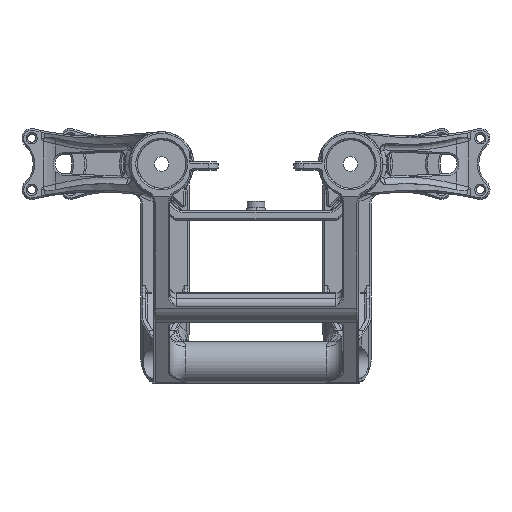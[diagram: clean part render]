
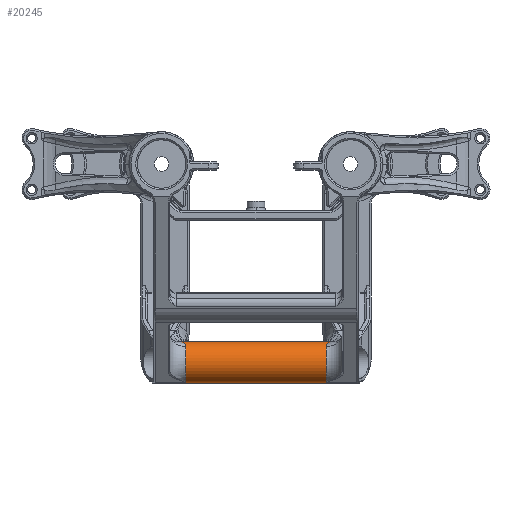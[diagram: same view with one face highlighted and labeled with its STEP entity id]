
A CAD part, front view. The second image highlights one B-rep face of the part: STEP entity #20245.
In plain terms, the highlighted cylindrical face has radius 6.5 mm (diameter 13 mm), a partial arc.
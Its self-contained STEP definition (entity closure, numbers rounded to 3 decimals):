
#89 = ORIENTED_EDGE ( 'NONE', *, *, #10832, .T. ) ;
#180 = DIRECTION ( 'NONE',  ( 0., 0., 1. ) ) ;
#1976 = EDGE_CURVE ( 'NONE', #68232, #58889, #15636, .T. ) ;
#2460 = EDGE_CURVE ( 'NONE', #38171, #64190, #23993, .T. ) ;
#2630 = CARTESIAN_POINT ( 'NONE',  ( -23.973, -17.149, -55.003 ) ) ;
#2647 = ORIENTED_EDGE ( 'NONE', *, *, #42399, .T. ) ;
#2937 = CARTESIAN_POINT ( 'NONE',  ( 23.68, -17.586, -55.026 ) ) ;
#3285 = CARTESIAN_POINT ( 'NONE',  ( 22.975, -18.548, -55.199 ) ) ;
#3639 = CARTESIAN_POINT ( 'NONE',  ( 22.744, -18.869, -55.29 ) ) ;
#3814 = CARTESIAN_POINT ( 'NONE',  ( -31.25, -16.919, -61.5 ) ) ;
#3844 = ORIENTED_EDGE ( 'NONE', *, *, #62424, .F. ) ;
#4150 = DIRECTION ( 'NONE',  ( 0., 0., -1. ) ) ;
#4201 = B_SPLINE_CURVE_WITH_KNOTS ( 'NONE', 3,
 ( #41866, #15849, #53062, #26315, #20900, #64246, #70765, #42595, #36439, #15143, #4685, #53781 ),
 .UNSPECIFIED., .F., .F.,
 ( 4, 2, 2, 2, 2, 4 ),
 ( 0., 0.001, 0.001, 0.002, 0.004, 0.005 ),
 .UNSPECIFIED. ) ;
#4310 = AXIS2_PLACEMENT_3D ( 'NONE', #51553, #67467, #13654 ) ;
#4580 = CARTESIAN_POINT ( 'NONE',  ( 26.75, -18.911, -67.687 ) ) ;
#4685 = CARTESIAN_POINT ( 'NONE',  ( -23.68, -17.586, -55.026 ) ) ;
#5851 = LINE ( 'NONE', #57463, #61734 ) ;
#5859 = EDGE_CURVE ( 'NONE', #15716, #10828, #28958, .T. ) ;
#6098 = AXIS2_PLACEMENT_3D ( 'NONE', #3814, #37007, #47851 ) ;
#6655 = CARTESIAN_POINT ( 'NONE',  ( -19.863, -16.919, -68. ) ) ;
#6991 = CARTESIAN_POINT ( 'NONE',  ( -24.028, -17.04, -55. ) ) ;
#8198 = ORIENTED_EDGE ( 'NONE', *, *, #5859, .F. ) ;
#8805 = B_SPLINE_CURVE_WITH_KNOTS ( 'NONE', 3,
 ( #36813, #58869, #14828, #25993 ),
 .UNSPECIFIED., .F., .F.,
 ( 4, 4 ),
 ( 0., 0. ),
 .UNSPECIFIED. ) ;
#8881 = VECTOR ( 'NONE', #65592, 1000. ) ;
#9150 = VERTEX_POINT ( 'NONE', #35482 ) ;
#10349 = LINE ( 'NONE', #6655, #8881 ) ;
#10828 = VERTEX_POINT ( 'NONE', #65232 ) ;
#10832 = EDGE_CURVE ( 'NONE', #30959, #64190, #10349, .T. ) ;
#11018 = FACE_OUTER_BOUND ( 'NONE', #52550, .T. ) ;
#11325 = AXIS2_PLACEMENT_3D ( 'NONE', #36966, #21448, #4150 ) ;
#11963 = DIRECTION ( 'NONE',  ( 0., 0., -1. ) ) ;
#13654 = DIRECTION ( 'NONE',  ( 0., 0., -1. ) ) ;
#14431 = ORIENTED_EDGE ( 'NONE', *, *, #61711, .T. ) ;
#14487 = CARTESIAN_POINT ( 'NONE',  ( 21.921, -20.321, -55.959 ) ) ;
#14698 = DIRECTION ( 'NONE',  ( 1., 0., 0. ) ) ;
#14828 = CARTESIAN_POINT ( 'NONE',  ( 24.028, -17.04, -55. ) ) ;
#15143 = CARTESIAN_POINT ( 'NONE',  ( -23.442, -17.907, -55.067 ) ) ;
#15432 = VERTEX_POINT ( 'NONE', #39776 ) ;
#15636 = CIRCLE ( 'NONE', #57160, 6.5 ) ;
#15716 = VERTEX_POINT ( 'NONE', #43891 ) ;
#15829 = CIRCLE ( 'NONE', #4310, 6.5 ) ;
#15849 = CARTESIAN_POINT ( 'NONE',  ( -21.75, -20.97, -56.413 ) ) ;
#20245 = ADVANCED_FACE ( 'NONE', ( #11018 ), #27598, .T. ) ;
#20301 = ORIENTED_EDGE ( 'NONE', *, *, #1976, .T. ) ;
#20525 = CARTESIAN_POINT ( 'NONE',  ( -31.25, -16.919, -68. ) ) ;
#20900 = CARTESIAN_POINT ( 'NONE',  ( -21.921, -20.321, -55.959 ) ) ;
#21448 = DIRECTION ( 'NONE',  ( 1., 0., 0. ) ) ;
#22186 = CARTESIAN_POINT ( 'NONE',  ( -19.863, -16.919, -61.5 ) ) ;
#23303 = EDGE_CURVE ( 'NONE', #58057, #15716, #4201, .T. ) ;
#23472 = ORIENTED_EDGE ( 'NONE', *, *, #65628, .T. ) ;
#23993 = CIRCLE ( 'NONE', #11325, 6.5 ) ;
#25711 = B_SPLINE_CURVE_WITH_KNOTS ( 'NONE', 3,
 ( #36117, #64633, #31068, #52394, #14487, #46985, #41533, #3639, #3285, #42628, #2937, #53097 ),
 .UNSPECIFIED., .F., .F.,
 ( 4, 2, 2, 2, 2, 4 ),
 ( 0., 0.001, 0.001, 0.002, 0.004, 0.005 ),
 .UNSPECIFIED. ) ;
#25993 = CARTESIAN_POINT ( 'NONE',  ( 24.049, -16.919, -55. ) ) ;
#26315 = CARTESIAN_POINT ( 'NONE',  ( -21.86, -20.487, -56.064 ) ) ;
#26515 = ORIENTED_EDGE ( 'NONE', *, *, #52133, .F. ) ;
#27598 = CYLINDRICAL_SURFACE ( 'NONE', #61695, 6.5 ) ;
#28958 = B_SPLINE_CURVE_WITH_KNOTS ( 'NONE', 3,
 ( #52082, #2630, #6991, #56796 ),
 .UNSPECIFIED., .F., .F.,
 ( 4, 4 ),
 ( 0., 0. ),
 .UNSPECIFIED. ) ;
#30959 = VERTEX_POINT ( 'NONE', #20525 ) ;
#31068 = CARTESIAN_POINT ( 'NONE',  ( 21.775, -20.811, -56.291 ) ) ;
#31658 = CARTESIAN_POINT ( 'NONE',  ( 31.25, -16.919, -68. ) ) ;
#35395 = DIRECTION ( 'NONE',  ( -1., 0., 0. ) ) ;
#35482 = CARTESIAN_POINT ( 'NONE',  ( 24.049, -16.919, -55. ) ) ;
#36105 = DIRECTION ( 'NONE',  ( 1., 0., 0. ) ) ;
#36117 = CARTESIAN_POINT ( 'NONE',  ( 21.75, -21.126, -56.546 ) ) ;
#36439 = CARTESIAN_POINT ( 'NONE',  ( -22.975, -18.548, -55.199 ) ) ;
#36813 = CARTESIAN_POINT ( 'NONE',  ( 23.905, -17.25, -55.008 ) ) ;
#36966 = CARTESIAN_POINT ( 'NONE',  ( 31.25, -16.919, -61.5 ) ) ;
#37007 = DIRECTION ( 'NONE',  ( 1., 0., 0. ) ) ;
#38171 = VERTEX_POINT ( 'NONE', #43366 ) ;
#38172 = VERTEX_POINT ( 'NONE', #42650 ) ;
#38203 = VECTOR ( 'NONE', #14698, 1000. ) ;
#38994 = CARTESIAN_POINT ( 'NONE',  ( 21.75, -16.919, -61.5 ) ) ;
#39344 = DIRECTION ( 'NONE',  ( -1., 0., 0. ) ) ;
#39776 = CARTESIAN_POINT ( 'NONE',  ( 23.905, -17.25, -55.008 ) ) ;
#41533 = CARTESIAN_POINT ( 'NONE',  ( 22.325, -19.513, -55.53 ) ) ;
#41866 = CARTESIAN_POINT ( 'NONE',  ( -21.75, -21.126, -56.546 ) ) ;
#42399 = EDGE_CURVE ( 'NONE', #49567, #30959, #68377, .T. ) ;
#42485 = LINE ( 'NONE', #4580, #38203 ) ;
#42595 = CARTESIAN_POINT ( 'NONE',  ( -22.744, -18.869, -55.29 ) ) ;
#42628 = CARTESIAN_POINT ( 'NONE',  ( 23.442, -17.907, -55.067 ) ) ;
#42650 = CARTESIAN_POINT ( 'NONE',  ( -21.75, -18.911, -67.687 ) ) ;
#43366 = CARTESIAN_POINT ( 'NONE',  ( 31.25, -18.911, -67.687 ) ) ;
#43891 = CARTESIAN_POINT ( 'NONE',  ( -23.905, -17.25, -55.008 ) ) ;
#44400 = ORIENTED_EDGE ( 'NONE', *, *, #55270, .F. ) ;
#46515 = CARTESIAN_POINT ( 'NONE',  ( -31.25, -18.911, -67.687 ) ) ;
#46985 = CARTESIAN_POINT ( 'NONE',  ( 22.137, -19.833, -55.678 ) ) ;
#47851 = DIRECTION ( 'NONE',  ( 0., 0., -1. ) ) ;
#49567 = VERTEX_POINT ( 'NONE', #46515 ) ;
#49626 = DIRECTION ( 'NONE',  ( 1., 0., 0. ) ) ;
#51553 = CARTESIAN_POINT ( 'NONE',  ( -21.75, -16.919, -61.5 ) ) ;
#51607 = CARTESIAN_POINT ( 'NONE',  ( 21.75, -18.911, -67.687 ) ) ;
#51804 = VECTOR ( 'NONE', #35395, 1000. ) ;
#52082 = CARTESIAN_POINT ( 'NONE',  ( -23.905, -17.25, -55.008 ) ) ;
#52133 = EDGE_CURVE ( 'NONE', #10828, #9150, #5851, .T. ) ;
#52394 = CARTESIAN_POINT ( 'NONE',  ( 21.86, -20.487, -56.064 ) ) ;
#52550 = EDGE_LOOP ( 'NONE', ( #70548, #2647, #89, #55628, #3844, #20301, #23472, #14431, #26515, #8198, #63233, #44400 ) ) ;
#53062 = CARTESIAN_POINT ( 'NONE',  ( -21.775, -20.811, -56.291 ) ) ;
#53097 = CARTESIAN_POINT ( 'NONE',  ( 23.905, -17.25, -55.008 ) ) ;
#53781 = CARTESIAN_POINT ( 'NONE',  ( -23.905, -17.25, -55.008 ) ) ;
#55270 = EDGE_CURVE ( 'NONE', #38172, #58057, #15829, .T. ) ;
#55628 = ORIENTED_EDGE ( 'NONE', *, *, #2460, .F. ) ;
#56796 = CARTESIAN_POINT ( 'NONE',  ( -24.049, -16.919, -55. ) ) ;
#57160 = AXIS2_PLACEMENT_3D ( 'NONE', #38994, #39344, #11963 ) ;
#57463 = CARTESIAN_POINT ( 'NONE',  ( -19.863, -16.919, -55. ) ) ;
#58057 = VERTEX_POINT ( 'NONE', #68034 ) ;
#58869 = CARTESIAN_POINT ( 'NONE',  ( 23.973, -17.149, -55.003 ) ) ;
#58889 = VERTEX_POINT ( 'NONE', #68292 ) ;
#58931 = EDGE_CURVE ( 'NONE', #38172, #49567, #63201, .T. ) ;
#61695 = AXIS2_PLACEMENT_3D ( 'NONE', #22186, #49626, #180 ) ;
#61711 = EDGE_CURVE ( 'NONE', #15432, #9150, #8805, .T. ) ;
#61734 = VECTOR ( 'NONE', #36105, 1000. ) ;
#62424 = EDGE_CURVE ( 'NONE', #68232, #38171, #42485, .T. ) ;
#63201 = LINE ( 'NONE', #69353, #51804 ) ;
#63233 = ORIENTED_EDGE ( 'NONE', *, *, #23303, .F. ) ;
#64190 = VERTEX_POINT ( 'NONE', #31658 ) ;
#64246 = CARTESIAN_POINT ( 'NONE',  ( -22.137, -19.833, -55.678 ) ) ;
#64633 = CARTESIAN_POINT ( 'NONE',  ( 21.75, -20.97, -56.413 ) ) ;
#65232 = CARTESIAN_POINT ( 'NONE',  ( -24.049, -16.919, -55. ) ) ;
#65592 = DIRECTION ( 'NONE',  ( 1., 0., 0. ) ) ;
#65628 = EDGE_CURVE ( 'NONE', #58889, #15432, #25711, .T. ) ;
#67467 = DIRECTION ( 'NONE',  ( -1., 0., 0. ) ) ;
#68034 = CARTESIAN_POINT ( 'NONE',  ( -21.75, -21.126, -56.546 ) ) ;
#68232 = VERTEX_POINT ( 'NONE', #51607 ) ;
#68292 = CARTESIAN_POINT ( 'NONE',  ( 21.75, -21.126, -56.546 ) ) ;
#68377 = CIRCLE ( 'NONE', #6098, 6.5 ) ;
#69353 = CARTESIAN_POINT ( 'NONE',  ( -26.75, -18.911, -67.687 ) ) ;
#70548 = ORIENTED_EDGE ( 'NONE', *, *, #58931, .T. ) ;
#70765 = CARTESIAN_POINT ( 'NONE',  ( -22.325, -19.513, -55.53 ) ) ;
